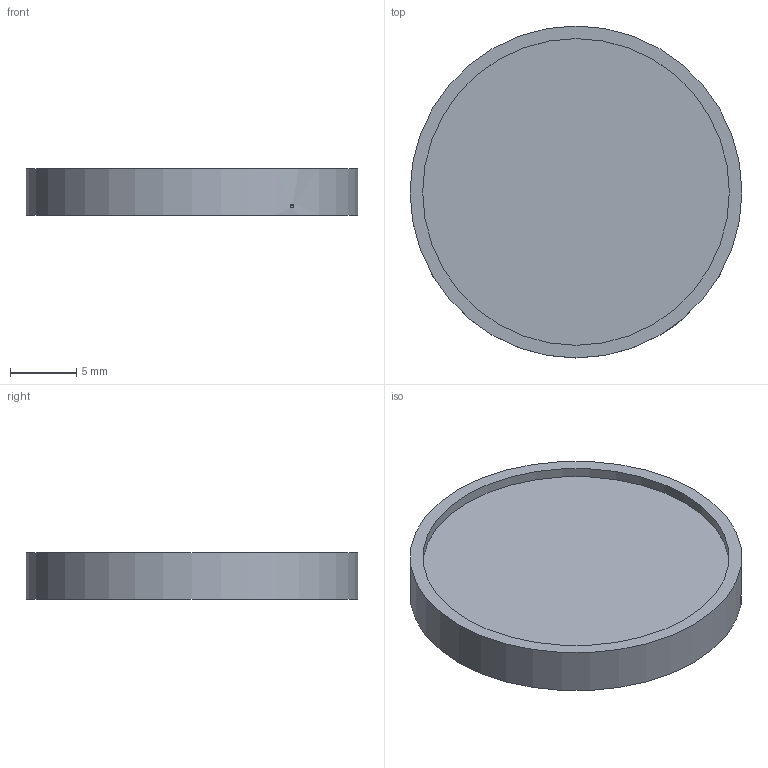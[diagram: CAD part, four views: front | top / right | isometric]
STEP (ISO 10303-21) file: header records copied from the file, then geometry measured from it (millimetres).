
FILE_DESCRIPTION(/* description */ (''),/* implementation_level */ '2;1');
FILE_NAME(/* name */ 'Filter - Emission(MF630-69).step',/* time_stamp */ '2024-06-17T21:30:18-04:00',/* author */ (''),/* organization */ (''),/* preprocessor_version */ 'ST-DEVELOPER v20',/* originating_system */ 'Autodesk Translation Framework v12.20.1.177',/* authorisation */ '');
FILE_SCHEMA (('AUTOMOTIVE_DESIGN { 1 0 10303 214 3 1 1 }'));
Length unit declared in the file: millimetre
Products named in the file (1): Filter - Emission(MF630-69)
Bounding box: 25 x 25 x 3.5 mm (x, y, z)
Surface area: 1365.4 mm2 (no closed solid volume)
Topology: 0 solids, 1 shells, 7 faces, 13 edges, 10 vertices
Faces by surface type: plane 4, cylinder 3
Full cylindrical faces by diameter (mm): 23.1 x2, 25 x1
Entity records: 223 total; most frequent: DIRECTION 37, CARTESIAN_POINT 31, ORIENTED_EDGE 22, AXIS2_PLACEMENT_3D 16, EDGE_CURVE 13, EDGE_LOOP 10, VERTEX_POINT 10, CIRCLE 8
